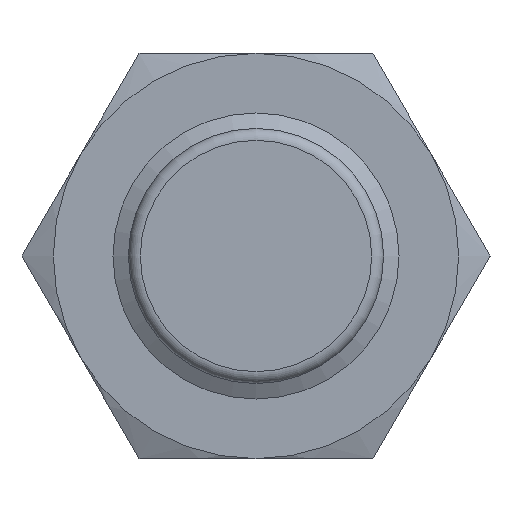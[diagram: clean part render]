
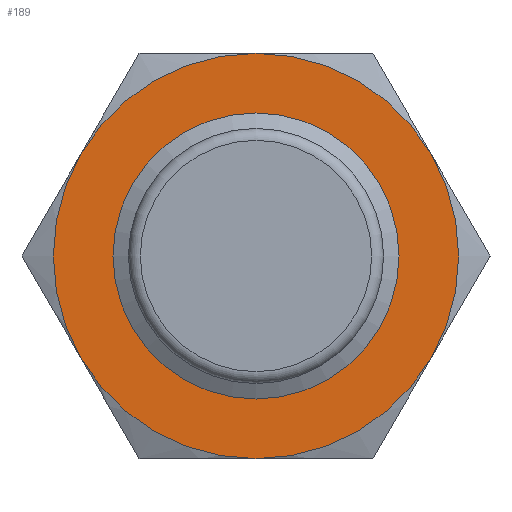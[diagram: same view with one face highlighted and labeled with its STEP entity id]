
A CAD part, left-side view. The second image highlights one B-rep face of the part: STEP entity #189.
In plain terms, the highlighted planar face has unit normal (-1, 0, 0).
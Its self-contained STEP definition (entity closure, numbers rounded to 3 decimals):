
#189 = ADVANCED_FACE( '', ( #453, #454 ), #455, .F. );
#453 = FACE_OUTER_BOUND( '', #793, .T. );
#454 = FACE_BOUND( '', #794, .T. );
#455 = PLANE( '', #795 );
#793 = EDGE_LOOP( '', ( #1280, #1281, #1282, #1283, #1284, #1285 ) );
#794 = EDGE_LOOP( '', ( #1286 ) );
#795 = AXIS2_PLACEMENT_3D( '', #1287, #1288, #1289 );
#1280 = ORIENTED_EDGE( '', *, *, #1790, .F. );
#1281 = ORIENTED_EDGE( '', *, *, #1904, .F. );
#1282 = ORIENTED_EDGE( '', *, *, #1907, .F. );
#1283 = ORIENTED_EDGE( '', *, *, #1908, .F. );
#1284 = ORIENTED_EDGE( '', *, *, #1909, .F. );
#1285 = ORIENTED_EDGE( '', *, *, #1910, .F. );
#1286 = ORIENTED_EDGE( '', *, *, #1911, .T. );
#1287 = CARTESIAN_POINT( '', ( 10., 0., 0. ) );
#1288 = DIRECTION( '', ( 1., 0., 0. ) );
#1289 = DIRECTION( '', ( 0., 0., -1. ) );
#1790 = EDGE_CURVE( '', #2090, #2092, #2093, .T. );
#1904 = EDGE_CURVE( '', #2276, #2090, #2280, .T. );
#1907 = EDGE_CURVE( '', #2283, #2276, #2284, .T. );
#1908 = EDGE_CURVE( '', #2257, #2283, #2285, .T. );
#1909 = EDGE_CURVE( '', #2286, #2257, #2287, .T. );
#1910 = EDGE_CURVE( '', #2092, #2286, #2288, .T. );
#1911 = EDGE_CURVE( '', #2289, #2289, #2290, .T. );
#2090 = VERTEX_POINT( '', #2507 );
#2092 = VERTEX_POINT( '', #2514 );
#2093 = CIRCLE( '', #2515, 8.5 );
#2257 = VERTEX_POINT( '', #2862 );
#2276 = VERTEX_POINT( '', #3061 );
#2280 = CIRCLE( '', #3075, 8.5 );
#2283 = VERTEX_POINT( '', #3078 );
#2284 = CIRCLE( '', #3079, 8.5 );
#2285 = CIRCLE( '', #3080, 8.5 );
#2286 = VERTEX_POINT( '', #3081 );
#2287 = CIRCLE( '', #3082, 8.5 );
#2288 = CIRCLE( '', #3083, 8.5 );
#2289 = VERTEX_POINT( '', #3084 );
#2290 = CIRCLE( '', #3085, 6. );
#2507 = CARTESIAN_POINT( '', ( 10., 7.361, -4.25 ) );
#2514 = CARTESIAN_POINT( '', ( 10., 7.361, 4.25 ) );
#2515 = AXIS2_PLACEMENT_3D( '', #3413, #3414, #3415 );
#2862 = CARTESIAN_POINT( '', ( 10., -7.361, 4.25 ) );
#3061 = CARTESIAN_POINT( '', ( 10., 0., -8.5 ) );
#3075 = AXIS2_PLACEMENT_3D( '', #3524, #3525, #3526 );
#3078 = CARTESIAN_POINT( '', ( 10., -7.361, -4.25 ) );
#3079 = AXIS2_PLACEMENT_3D( '', #3527, #3528, #3529 );
#3080 = AXIS2_PLACEMENT_3D( '', #3530, #3531, #3532 );
#3081 = CARTESIAN_POINT( '', ( 10., 0., 8.5 ) );
#3082 = AXIS2_PLACEMENT_3D( '', #3533, #3534, #3535 );
#3083 = AXIS2_PLACEMENT_3D( '', #3536, #3537, #3538 );
#3084 = CARTESIAN_POINT( '', ( 10., 0., -6. ) );
#3085 = AXIS2_PLACEMENT_3D( '', #3539, #3540, #3541 );
#3413 = CARTESIAN_POINT( '', ( 10., 0., 0. ) );
#3414 = DIRECTION( '', ( 1., 0., 0. ) );
#3415 = DIRECTION( '', ( 0., 0., -1. ) );
#3524 = CARTESIAN_POINT( '', ( 10., 0., 0. ) );
#3525 = DIRECTION( '', ( 1., 0., 0. ) );
#3526 = DIRECTION( '', ( 0., 0., -1. ) );
#3527 = CARTESIAN_POINT( '', ( 10., 0., 0. ) );
#3528 = DIRECTION( '', ( 1., 0., 0. ) );
#3529 = DIRECTION( '', ( 0., 0., -1. ) );
#3530 = CARTESIAN_POINT( '', ( 10., 0., 0. ) );
#3531 = DIRECTION( '', ( 1., 0., 0. ) );
#3532 = DIRECTION( '', ( 0., 0., -1. ) );
#3533 = CARTESIAN_POINT( '', ( 10., 0., 0. ) );
#3534 = DIRECTION( '', ( 1., 0., 0. ) );
#3535 = DIRECTION( '', ( 0., 0., -1. ) );
#3536 = CARTESIAN_POINT( '', ( 10., 0., 0. ) );
#3537 = DIRECTION( '', ( 1., 0., 0. ) );
#3538 = DIRECTION( '', ( 0., 0., -1. ) );
#3539 = CARTESIAN_POINT( '', ( 10., 0., 0. ) );
#3540 = DIRECTION( '', ( 1., 0., 0. ) );
#3541 = DIRECTION( '', ( 0., 0., -1. ) );
